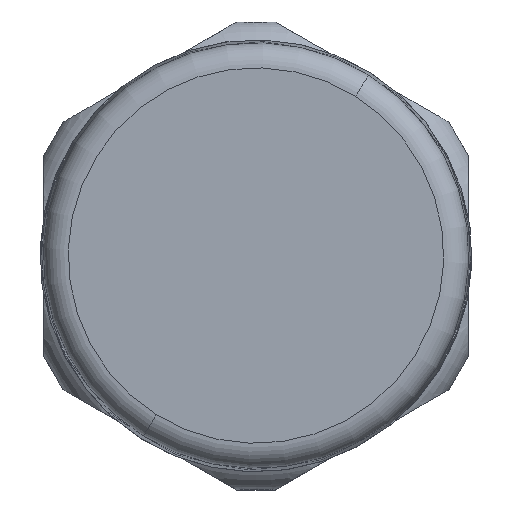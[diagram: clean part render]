
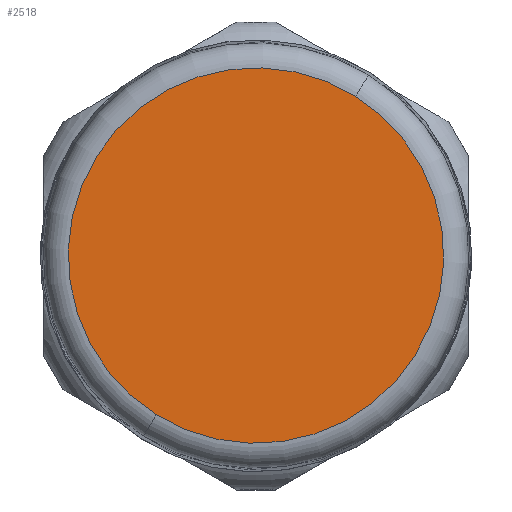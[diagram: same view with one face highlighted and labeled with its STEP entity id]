
A CAD part, top view. The second image highlights one B-rep face of the part: STEP entity #2518.
In plain terms, the highlighted planar face has unit normal (0, 0, 1).
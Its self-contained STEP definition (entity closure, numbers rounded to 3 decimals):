
#2408=AXIS2_PLACEMENT_3D('Circle Axis2P3D',#2406,#2407,$) ;
#2415=AXIS2_PLACEMENT_3D('Circle Axis2P3D',#2413,#2414,$) ;
#2434=AXIS2_PLACEMENT_3D('Circle Axis2P3D',#2432,#2433,$) ;
#2441=AXIS2_PLACEMENT_3D('Circle Axis2P3D',#2439,#2440,$) ;
#2510=AXIS2_PLACEMENT_3D('Plane Axis2P3D',#2507,#2508,#2509) ;
#2396=CARTESIAN_POINT('Vertex',(4.666,2.992,21.35)) ;
#2403=CARTESIAN_POINT('Vertex',(12.634,15.744,21.35)) ;
#2406=CARTESIAN_POINT('Axis2P3D Location',(8.65,9.368,21.35)) ;
#2410=CARTESIAN_POINT('Vertex',(15.026,5.384,21.35)) ;
#2413=CARTESIAN_POINT('Axis2P3D Location',(8.65,9.368,21.35)) ;
#2432=CARTESIAN_POINT('Axis2P3D Location',(8.65,9.368,21.35)) ;
#2436=CARTESIAN_POINT('Vertex',(2.274,13.352,21.35)) ;
#2439=CARTESIAN_POINT('Axis2P3D Location',(8.65,9.368,21.35)) ;
#2507=CARTESIAN_POINT('Axis2P3D Location',(15.858,4.864,21.35)) ;
#2407=DIRECTION('Axis2P3D Direction',(0.,0.,-1.)) ;
#2414=DIRECTION('Axis2P3D Direction',(0.,0.,-1.)) ;
#2433=DIRECTION('Axis2P3D Direction',(0.,0.,-1.)) ;
#2440=DIRECTION('Axis2P3D Direction',(0.,0.,-1.)) ;
#2508=DIRECTION('Axis2P3D Direction',(0.,0.,1.)) ;
#2509=DIRECTION('Axis2P3D XDirection',(-0.53,-0.848,0.)) ;
#2513=ORIENTED_EDGE('',*,*,#2412,.F.) ;
#2514=ORIENTED_EDGE('',*,*,#2443,.F.) ;
#2515=ORIENTED_EDGE('',*,*,#2438,.F.) ;
#2516=ORIENTED_EDGE('',*,*,#2417,.F.) ;
#2518=ADVANCED_FACE('DAE_M12_SS_MN\\Volumenk\X2\00F6\X0\rper1',(#2517),#2511,.T.) ;
#2409=CIRCLE('generated circle',#2408,7.518) ;
#2416=CIRCLE('generated circle',#2415,7.518) ;
#2435=CIRCLE('generated circle',#2434,7.518) ;
#2442=CIRCLE('generated circle',#2441,7.518) ;
#2412=EDGE_CURVE('',#2404,#2411,#2409,.T.) ;
#2417=EDGE_CURVE('',#2411,#2397,#2416,.T.) ;
#2438=EDGE_CURVE('',#2397,#2437,#2435,.T.) ;
#2443=EDGE_CURVE('',#2437,#2404,#2442,.T.) ;
#2512=EDGE_LOOP('',(#2513,#2514,#2515,#2516)) ;
#2517=FACE_OUTER_BOUND('',#2512,.T.) ;
#2511=PLANE('',#2510) ;
#2397=VERTEX_POINT('',#2396) ;
#2404=VERTEX_POINT('',#2403) ;
#2411=VERTEX_POINT('',#2410) ;
#2437=VERTEX_POINT('',#2436) ;
